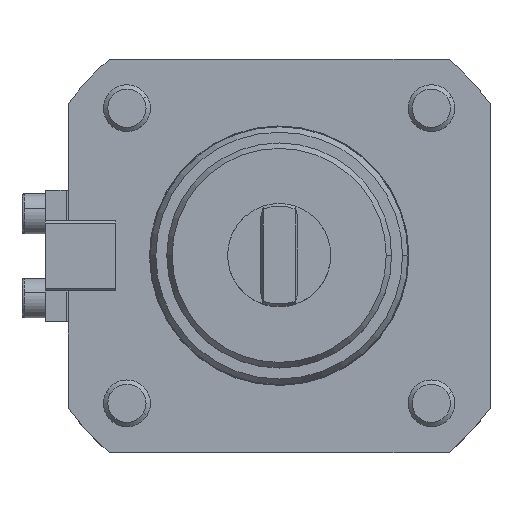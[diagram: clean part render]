
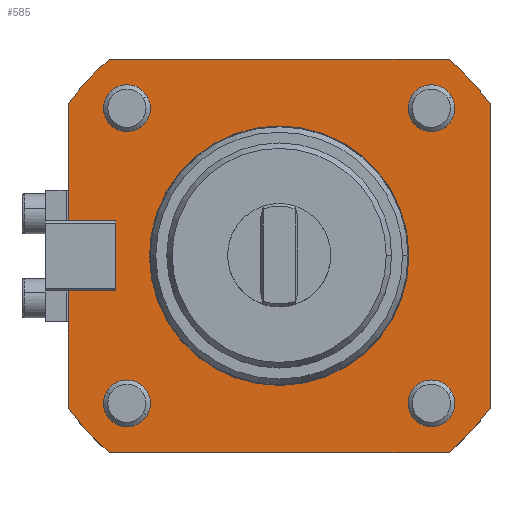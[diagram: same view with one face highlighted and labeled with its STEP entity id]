
A CAD part, top view. The second image highlights one B-rep face of the part: STEP entity #585.
In plain terms, the highlighted planar face has unit normal (0, 0, 1).
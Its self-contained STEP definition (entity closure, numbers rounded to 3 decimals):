
#378=CARTESIAN_POINT('',(0.,-0.,-0.));
#379=DIRECTION('',(0.,-0.,1.));
#380=DIRECTION('',(-0.,-1.,-0.));
#381=AXIS2_PLACEMENT_3D('',#378,#379,#380);
#382=PLANE('',#381);
#383=CARTESIAN_POINT('',(-45.,-32.485,0.));
#384=VERTEX_POINT('',#383);
#385=CARTESIAN_POINT('',(-45.,-7.5,-0.));
#386=VERTEX_POINT('',#385);
#387=CARTESIAN_POINT('',(-45.,-32.485,0.));
#388=DIRECTION('',(0.,1.,-0.));
#389=VECTOR('',#388,24.985);
#390=LINE('',#387,#389);
#391=EDGE_CURVE('',#384,#386,#390,.T.);
#392=ORIENTED_EDGE('',*,*,#391,.F.);
#393=CARTESIAN_POINT('',(-36.28,-42.,0.));
#394=VERTEX_POINT('',#393);
#395=CARTESIAN_POINT('',(-0.,0.,-0.));
#396=DIRECTION('',(0.,-0.,1.));
#397=DIRECTION('',(-1.,0.,0.));
#398=AXIS2_PLACEMENT_3D('',#395,#396,#397);
#399=CIRCLE('',#398,55.5);
#400=EDGE_CURVE('',#384,#394,#399,.T.);
#401=ORIENTED_EDGE('',*,*,#400,.T.);
#402=CARTESIAN_POINT('',(36.28,-42.,-0.));
#403=VERTEX_POINT('',#402);
#404=CARTESIAN_POINT('',(36.28,-42.,-0.));
#405=DIRECTION('',(-1.,0.,0.));
#406=VECTOR('',#405,72.56);
#407=LINE('',#404,#406);
#408=EDGE_CURVE('',#403,#394,#407,.T.);
#409=ORIENTED_EDGE('',*,*,#408,.F.);
#410=CARTESIAN_POINT('',(45.,-32.485,-0.));
#411=VERTEX_POINT('',#410);
#412=CARTESIAN_POINT('',(-0.,0.,-0.));
#413=DIRECTION('',(0.,-0.,1.));
#414=DIRECTION('',(-1.,0.,0.));
#415=AXIS2_PLACEMENT_3D('',#412,#413,#414);
#416=CIRCLE('',#415,55.5);
#417=EDGE_CURVE('',#403,#411,#416,.T.);
#418=ORIENTED_EDGE('',*,*,#417,.T.);
#419=CARTESIAN_POINT('',(45.,32.485,-0.));
#420=VERTEX_POINT('',#419);
#421=CARTESIAN_POINT('',(45.,32.485,-0.));
#422=DIRECTION('',(0.,-1.,-0.));
#423=VECTOR('',#422,64.969);
#424=LINE('',#421,#423);
#425=EDGE_CURVE('',#420,#411,#424,.T.);
#426=ORIENTED_EDGE('',*,*,#425,.F.);
#427=CARTESIAN_POINT('',(36.28,42.,-0.));
#428=VERTEX_POINT('',#427);
#429=CARTESIAN_POINT('',(-0.,0.,-0.));
#430=DIRECTION('',(0.,-0.,1.));
#431=DIRECTION('',(-1.,0.,0.));
#432=AXIS2_PLACEMENT_3D('',#429,#430,#431);
#433=CIRCLE('',#432,55.5);
#434=EDGE_CURVE('',#420,#428,#433,.T.);
#435=ORIENTED_EDGE('',*,*,#434,.T.);
#436=CARTESIAN_POINT('',(-36.28,42.,0.));
#437=VERTEX_POINT('',#436);
#438=CARTESIAN_POINT('',(-36.28,42.,0.));
#439=DIRECTION('',(1.,0.,-0.));
#440=VECTOR('',#439,72.56);
#441=LINE('',#438,#440);
#442=EDGE_CURVE('',#437,#428,#441,.T.);
#443=ORIENTED_EDGE('',*,*,#442,.F.);
#444=CARTESIAN_POINT('',(-45.,32.485,0.));
#445=VERTEX_POINT('',#444);
#446=CARTESIAN_POINT('',(-0.,0.,-0.));
#447=DIRECTION('',(0.,-0.,1.));
#448=DIRECTION('',(-1.,0.,0.));
#449=AXIS2_PLACEMENT_3D('',#446,#447,#448);
#450=CIRCLE('',#449,55.5);
#451=EDGE_CURVE('',#437,#445,#450,.T.);
#452=ORIENTED_EDGE('',*,*,#451,.T.);
#453=CARTESIAN_POINT('',(-45.,7.5,0.));
#454=VERTEX_POINT('',#453);
#455=CARTESIAN_POINT('',(-45.,7.5,0.));
#456=DIRECTION('',(0.,1.,0.));
#457=VECTOR('',#456,24.985);
#458=LINE('',#455,#457);
#459=EDGE_CURVE('',#454,#445,#458,.T.);
#460=ORIENTED_EDGE('',*,*,#459,.F.);
#461=CARTESIAN_POINT('',(-34.9,7.5,-0.));
#462=VERTEX_POINT('',#461);
#463=CARTESIAN_POINT('',(-34.9,7.5,-0.));
#464=DIRECTION('',(-1.,0.,0.));
#465=VECTOR('',#464,10.1);
#466=LINE('',#463,#465);
#467=EDGE_CURVE('',#462,#454,#466,.T.);
#468=ORIENTED_EDGE('',*,*,#467,.F.);
#469=CARTESIAN_POINT('',(-34.9,-7.5,-0.));
#470=VERTEX_POINT('',#469);
#471=CARTESIAN_POINT('',(-34.9,-7.5,-0.));
#472=DIRECTION('',(0.,1.,0.));
#473=VECTOR('',#472,15.);
#474=LINE('',#471,#473);
#475=EDGE_CURVE('',#470,#462,#474,.T.);
#476=ORIENTED_EDGE('',*,*,#475,.F.);
#477=CARTESIAN_POINT('',(-45.,-7.5,-0.));
#478=DIRECTION('',(1.,0.,-0.));
#479=VECTOR('',#478,10.1);
#480=LINE('',#477,#479);
#481=EDGE_CURVE('',#386,#470,#480,.T.);
#482=ORIENTED_EDGE('',*,*,#481,.F.);
#483=EDGE_LOOP('',(#392,#401,#409,#418,#426,#435,#443,#452,#460,#468,#476,#482));
#484=FACE_BOUND('',#483,.T.);
#485=CARTESIAN_POINT('',(36.83,-29.,-0.));
#486=VERTEX_POINT('',#485);
#487=CARTESIAN_POINT('',(28.17,-34.,-0.));
#488=VERTEX_POINT('',#487);
#489=CARTESIAN_POINT('',(32.5,-31.5,-0.));
#490=DIRECTION('',(-0.,0.,-1.));
#491=DIRECTION('',(-0.866,-0.5,0.));
#492=AXIS2_PLACEMENT_3D('',#489,#490,#491);
#493=CIRCLE('',#492,5.);
#494=EDGE_CURVE('',#486,#488,#493,.T.);
#495=ORIENTED_EDGE('',*,*,#494,.T.);
#496=CARTESIAN_POINT('',(32.5,-31.5,-0.));
#497=DIRECTION('',(-0.,0.,-1.));
#498=DIRECTION('',(-0.866,-0.5,0.));
#499=AXIS2_PLACEMENT_3D('',#496,#497,#498);
#500=CIRCLE('',#499,5.);
#501=EDGE_CURVE('',#488,#486,#500,.T.);
#502=ORIENTED_EDGE('',*,*,#501,.T.);
#503=EDGE_LOOP('',(#495,#502));
#504=FACE_BOUND('',#503,.T.);
#505=CARTESIAN_POINT('',(-28.17,34.,0.));
#506=VERTEX_POINT('',#505);
#507=CARTESIAN_POINT('',(-36.83,29.,0.));
#508=VERTEX_POINT('',#507);
#509=CARTESIAN_POINT('',(-32.5,31.5,0.));
#510=DIRECTION('',(-0.,0.,-1.));
#511=DIRECTION('',(-0.866,-0.5,0.));
#512=AXIS2_PLACEMENT_3D('',#509,#510,#511);
#513=CIRCLE('',#512,5.);
#514=EDGE_CURVE('',#506,#508,#513,.T.);
#515=ORIENTED_EDGE('',*,*,#514,.T.);
#516=CARTESIAN_POINT('',(-32.5,31.5,0.));
#517=DIRECTION('',(-0.,0.,-1.));
#518=DIRECTION('',(-0.866,-0.5,0.));
#519=AXIS2_PLACEMENT_3D('',#516,#517,#518);
#520=CIRCLE('',#519,5.);
#521=EDGE_CURVE('',#508,#506,#520,.T.);
#522=ORIENTED_EDGE('',*,*,#521,.T.);
#523=EDGE_LOOP('',(#515,#522));
#524=FACE_BOUND('',#523,.T.);
#525=CARTESIAN_POINT('',(36.83,34.,-0.));
#526=VERTEX_POINT('',#525);
#527=CARTESIAN_POINT('',(28.17,29.,-0.));
#528=VERTEX_POINT('',#527);
#529=CARTESIAN_POINT('',(32.5,31.5,-0.));
#530=DIRECTION('',(-0.,0.,-1.));
#531=DIRECTION('',(-0.866,-0.5,0.));
#532=AXIS2_PLACEMENT_3D('',#529,#530,#531);
#533=CIRCLE('',#532,5.);
#534=EDGE_CURVE('',#526,#528,#533,.T.);
#535=ORIENTED_EDGE('',*,*,#534,.T.);
#536=CARTESIAN_POINT('',(32.5,31.5,-0.));
#537=DIRECTION('',(-0.,0.,-1.));
#538=DIRECTION('',(-0.866,-0.5,0.));
#539=AXIS2_PLACEMENT_3D('',#536,#537,#538);
#540=CIRCLE('',#539,5.);
#541=EDGE_CURVE('',#528,#526,#540,.T.);
#542=ORIENTED_EDGE('',*,*,#541,.T.);
#543=EDGE_LOOP('',(#535,#542));
#544=FACE_BOUND('',#543,.T.);
#545=CARTESIAN_POINT('',(-36.83,-29.,0.));
#546=VERTEX_POINT('',#545);
#547=CARTESIAN_POINT('',(-28.17,-34.,-0.));
#548=VERTEX_POINT('',#547);
#549=CARTESIAN_POINT('',(-32.5,-31.5,0.));
#550=DIRECTION('',(-0.,0.,-1.));
#551=DIRECTION('',(0.866,-0.5,-0.));
#552=AXIS2_PLACEMENT_3D('',#549,#550,#551);
#553=CIRCLE('',#552,5.);
#554=EDGE_CURVE('',#546,#548,#553,.T.);
#555=ORIENTED_EDGE('',*,*,#554,.T.);
#556=CARTESIAN_POINT('',(-32.5,-31.5,0.));
#557=DIRECTION('',(-0.,0.,-1.));
#558=DIRECTION('',(0.866,-0.5,-0.));
#559=AXIS2_PLACEMENT_3D('',#556,#557,#558);
#560=CIRCLE('',#559,5.);
#561=EDGE_CURVE('',#548,#546,#560,.T.);
#562=ORIENTED_EDGE('',*,*,#561,.T.);
#563=EDGE_LOOP('',(#555,#562));
#564=FACE_BOUND('',#563,.T.);
#565=CARTESIAN_POINT('',(27.5,-0.,-0.));
#566=VERTEX_POINT('',#565);
#567=CARTESIAN_POINT('',(-27.5,-0.,-0.));
#568=VERTEX_POINT('',#567);
#569=CARTESIAN_POINT('',(-0.,0.,-0.));
#570=DIRECTION('',(0.,-0.,1.));
#571=DIRECTION('',(1.,-0.,-0.));
#572=AXIS2_PLACEMENT_3D('',#569,#570,#571);
#573=CIRCLE('',#572,27.5);
#574=EDGE_CURVE('',#566,#568,#573,.T.);
#575=ORIENTED_EDGE('',*,*,#574,.F.);
#576=CARTESIAN_POINT('',(-0.,0.,-0.));
#577=DIRECTION('',(0.,-0.,1.));
#578=DIRECTION('',(1.,-0.,-0.));
#579=AXIS2_PLACEMENT_3D('',#576,#577,#578);
#580=CIRCLE('',#579,27.5);
#581=EDGE_CURVE('',#568,#566,#580,.T.);
#582=ORIENTED_EDGE('',*,*,#581,.F.);
#583=EDGE_LOOP('',(#575,#582));
#584=FACE_BOUND('',#583,.T.);
#585=ADVANCED_FACE('',(#484,#504,#524,#544,#564,#584),#382,.T.);
